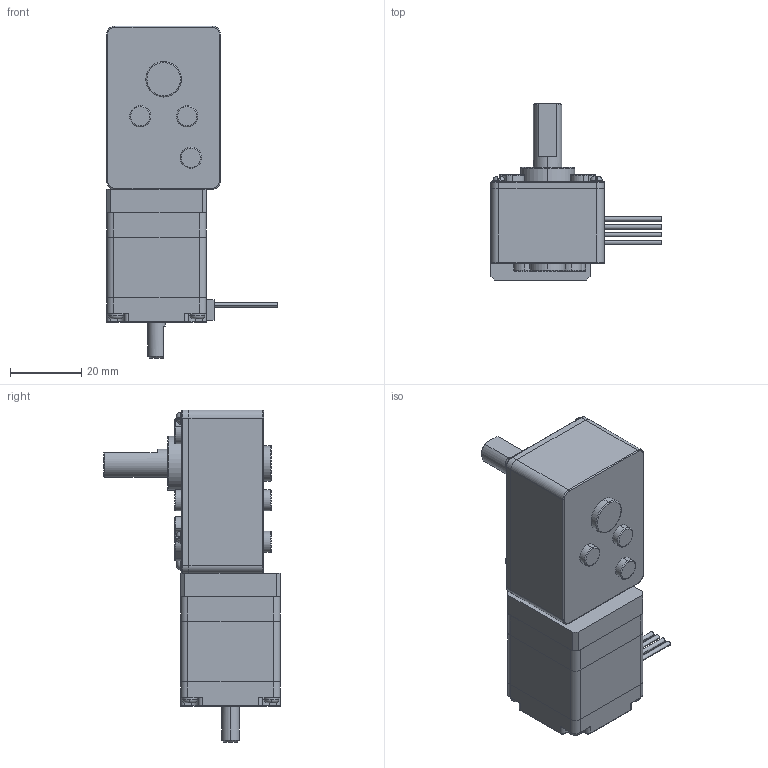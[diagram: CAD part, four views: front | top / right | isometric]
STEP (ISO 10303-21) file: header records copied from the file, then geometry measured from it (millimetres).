
FILE_DESCRIPTION (( 'STEP AP203' ), '1' );
FILE_NAME ('32WJ-28H250C08.STEP', '2019-08-13T01:49:30', ( '001' ), ( '' ), 'SwSTEP 2.0', 'SolidWorks 2016', '' );
FILE_SCHEMA (( 'CONFIG_CONTROL_DESIGN' ));
Length unit declared in the file: millimetre
Products named in the file (1): 32WJ-28H250C08
Bounding box: 48 x 49.7 x 93.5 mm (x, y, z)
Volume: 65534.9 mm3; surface area: 22099.8 mm2
Topology: 15 solids, 15 shells, 443 faces, 1085 edges, 687 vertices
Faces by surface type: plane 231, cylinder 135, torus 65, cone 12
Entity records: 13339 total; most frequent: CARTESIAN_POINT 2712, DIRECTION 2252, ORIENTED_EDGE 2154, EDGE_CURVE 1077, AXIS2_PLACEMENT_3D 839, VERTEX_POINT 687, LINE 574, VECTOR 574
